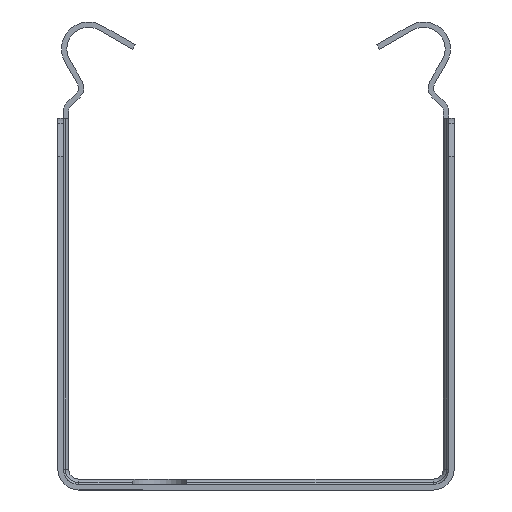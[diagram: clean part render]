
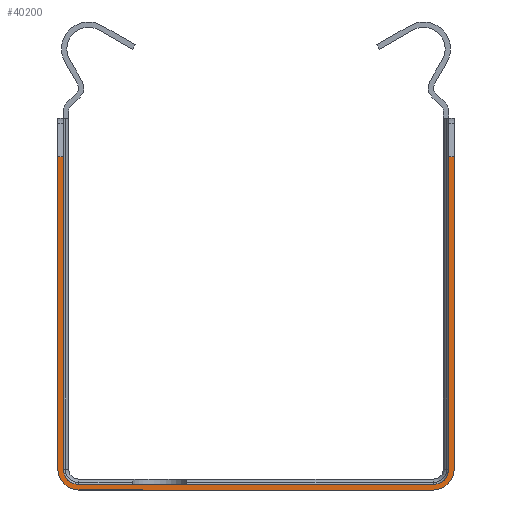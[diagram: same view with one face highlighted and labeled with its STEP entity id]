
A CAD part, front view. The second image highlights one B-rep face of the part: STEP entity #40200.
In plain terms, the highlighted planar face has unit normal (0, -1, 0).
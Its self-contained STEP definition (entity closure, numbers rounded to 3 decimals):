
#2441=CIRCLE('',#43793,2.7);
#2442=CIRCLE('',#43795,2.7);
#2500=CIRCLE('',#43938,2.);
#2501=CIRCLE('',#43941,2.);
#5364=FACE_OUTER_BOUND('',#8121,.T.);
#8121=EDGE_LOOP('',(#37042,#37043,#37044,#37045,#37046,#37047,#37048,#37049,
#37050,#37051,#37052,#37053));
#10278=LINE('',#61348,#14278);
#11945=LINE('',#66395,#15945);
#11970=LINE('',#66488,#15970);
#12107=LINE('',#66871,#16107);
#12111=LINE('',#66879,#16111);
#12116=LINE('',#66892,#16116);
#12117=LINE('',#66895,#16117);
#12120=LINE('',#66903,#16120);
#14278=VECTOR('',#49807,10.);
#15945=VECTOR('',#54872,10.);
#15970=VECTOR('',#54947,10.);
#16107=VECTOR('',#55346,10.);
#16111=VECTOR('',#55352,10.);
#16116=VECTOR('',#55369,10.);
#16117=VECTOR('',#55372,10.);
#16120=VECTOR('',#55381,10.);
#18069=VERTEX_POINT('',#61345);
#18070=VERTEX_POINT('',#61347);
#19732=VERTEX_POINT('',#66392);
#19733=VERTEX_POINT('',#66394);
#19773=VERTEX_POINT('',#66478);
#19776=VERTEX_POINT('',#66486);
#19891=VERTEX_POINT('',#66870);
#19893=VERTEX_POINT('',#66876);
#19896=VERTEX_POINT('',#66890);
#19897=VERTEX_POINT('',#66894);
#19898=VERTEX_POINT('',#66898);
#19899=VERTEX_POINT('',#66902);
#22846=EDGE_CURVE('',#18070,#18069,#10278,.T.);
#25361=EDGE_CURVE('',#19733,#19732,#11945,.T.);
#25402=EDGE_CURVE('',#19732,#18070,#2441,.T.);
#25404=EDGE_CURVE('',#18069,#19773,#2442,.T.);
#25408=EDGE_CURVE('',#19773,#19776,#11970,.T.);
#25599=EDGE_CURVE('',#19891,#19733,#12107,.T.);
#25603=EDGE_CURVE('',#19776,#19893,#12111,.T.);
#25610=EDGE_CURVE('',#19893,#19896,#12116,.T.);
#25611=EDGE_CURVE('',#19897,#19891,#12117,.T.);
#25613=EDGE_CURVE('',#19898,#19897,#2500,.T.);
#25615=EDGE_CURVE('',#19899,#19898,#12120,.T.);
#25617=EDGE_CURVE('',#19896,#19899,#2501,.T.);
#37042=ORIENTED_EDGE('',*,*,#25603,.T.);
#37043=ORIENTED_EDGE('',*,*,#25610,.T.);
#37044=ORIENTED_EDGE('',*,*,#25617,.T.);
#37045=ORIENTED_EDGE('',*,*,#25615,.T.);
#37046=ORIENTED_EDGE('',*,*,#25613,.T.);
#37047=ORIENTED_EDGE('',*,*,#25611,.T.);
#37048=ORIENTED_EDGE('',*,*,#25599,.T.);
#37049=ORIENTED_EDGE('',*,*,#25361,.T.);
#37050=ORIENTED_EDGE('',*,*,#25402,.T.);
#37051=ORIENTED_EDGE('',*,*,#22846,.T.);
#37052=ORIENTED_EDGE('',*,*,#25404,.T.);
#37053=ORIENTED_EDGE('',*,*,#25408,.T.);
#38194=PLANE('',#43942);
#40200=ADVANCED_FACE('',(#5364),#38194,.T.);
#43793=AXIS2_PLACEMENT_3D('',#66476,#54934,#54935);
#43795=AXIS2_PLACEMENT_3D('',#66480,#54939,#54940);
#43938=AXIS2_PLACEMENT_3D('',#66899,#55376,#55377);
#43941=AXIS2_PLACEMENT_3D('',#66906,#55385,#55386);
#43942=AXIS2_PLACEMENT_3D('',#66907,#55387,#55388);
#49807=DIRECTION('',(1.,0.,0.));
#54872=DIRECTION('',(0.,0.,-1.));
#54934=DIRECTION('center_axis',(0.,-1.,0.));
#54935=DIRECTION('ref_axis',(-1.,0.,0.));
#54939=DIRECTION('center_axis',(0.,-1.,0.));
#54940=DIRECTION('ref_axis',(0.,0.,
-1.));
#54947=DIRECTION('',(0.,0.,1.));
#55346=DIRECTION('',(-1.,0.,0.));
#55352=DIRECTION('',(-1.,0.,0.));
#55369=DIRECTION('',(0.,0.,-1.));
#55372=DIRECTION('',(0.,0.,1.));
#55376=DIRECTION('center_axis',(0.,1.,0.));
#55377=DIRECTION('ref_axis',(1.,0.,0.));
#55381=DIRECTION('',(-1.,0.,0.));
#55385=DIRECTION('center_axis',(0.,1.,0.));
#55386=DIRECTION('ref_axis',(0.,0.,
1.));
#55387=DIRECTION('center_axis',(0.,-1.,0.));
#55388=DIRECTION('ref_axis',(0.,0.,-1.));
#61345=CARTESIAN_POINT('',(23.,-36.,-0.7));
#61347=CARTESIAN_POINT('',(-23.,-36.,-0.7));
#61348=CARTESIAN_POINT('',(-23.,-36.,-0.7));
#66392=CARTESIAN_POINT('',(-25.7,-36.,2.));
#66394=CARTESIAN_POINT('',(-25.7,-36.,42.5));
#66395=CARTESIAN_POINT('',(-25.7,-36.,48.387));
#66476=CARTESIAN_POINT('Origin',(-23.,-36.,2.));
#66478=CARTESIAN_POINT('',(25.7,-36.,2.));
#66480=CARTESIAN_POINT('Origin',(23.,-36.,2.));
#66486=CARTESIAN_POINT('',(25.7,-36.,42.5));
#66488=CARTESIAN_POINT('',(25.7,-36.,2.));
#66870=CARTESIAN_POINT('',(-25.,-36.,42.5));
#66871=CARTESIAN_POINT('',(12.5,-36.,42.5));
#66876=CARTESIAN_POINT('',(25.,-36.,42.5));
#66879=CARTESIAN_POINT('',(12.5,-36.,42.5));
#66890=CARTESIAN_POINT('',(25.,-36.,2.));
#66892=CARTESIAN_POINT('',(25.,-36.,48.387));
#66894=CARTESIAN_POINT('',(-25.,-36.,2.));
#66895=CARTESIAN_POINT('',(-25.,-36.,2.));
#66898=CARTESIAN_POINT('',(-23.,-36.,0.));
#66899=CARTESIAN_POINT('Origin',(-23.,-36.,2.));
#66902=CARTESIAN_POINT('',(23.,-36.,0.));
#66903=CARTESIAN_POINT('',(23.,-36.,0.));
#66906=CARTESIAN_POINT('Origin',(23.,-36.,2.));
#66907=CARTESIAN_POINT('Origin',(0.,-36.,23.4));
